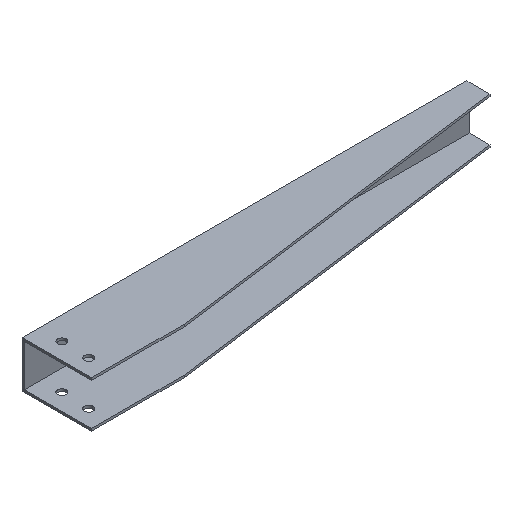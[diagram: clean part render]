
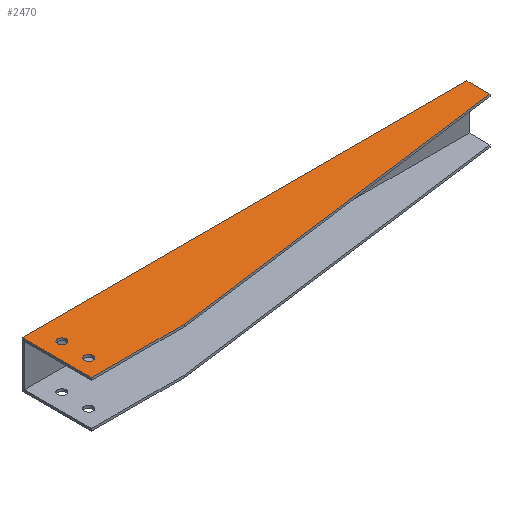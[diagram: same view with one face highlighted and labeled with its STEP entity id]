
A CAD part, isometric view. The second image highlights one B-rep face of the part: STEP entity #2470.
In plain terms, the highlighted planar face has unit normal (0, 0, 1).
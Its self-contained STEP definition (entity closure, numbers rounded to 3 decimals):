
#27 = CARTESIAN_POINT ( 'NONE',  ( 465., -9.344, 25. ) ) ;
#30 = CARTESIAN_POINT ( 'NONE',  ( 480., 0., 25. ) ) ;
#45 = VECTOR ( 'NONE', #249, 1000. ) ;
#78 = EDGE_LOOP ( 'NONE', ( #2417 ) ) ;
#98 = CARTESIAN_POINT ( 'NONE',  ( 22.5, -22.5, 25. ) ) ;
#113 = LINE ( 'NONE', #2466, #45 ) ;
#137 = CARTESIAN_POINT ( 'NONE',  ( 480., 2.5, 25. ) ) ;
#225 = DIRECTION ( 'NONE',  ( 0., 1., 0. ) ) ;
#235 = DIRECTION ( 'NONE',  ( 0.991, 0.13, 0. ) ) ;
#243 = LINE ( 'NONE', #2534, #1927 ) ;
#249 = DIRECTION ( 'NONE',  ( 0., 1., 0. ) ) ;
#266 = PLANE ( 'NONE',  #818 ) ;
#273 = VECTOR ( 'NONE', #235, 1000. ) ;
#280 = FACE_OUTER_BOUND ( 'NONE', #413, .T. ) ;
#302 = VERTEX_POINT ( 'NONE', #467 ) ;
#367 = VERTEX_POINT ( 'NONE', #618 ) ;
#413 = EDGE_LOOP ( 'NONE', ( #2487, #1392, #2543, #872, #1463, #945, #2107 ) ) ;
#467 = CARTESIAN_POINT ( 'NONE',  ( 480., -22.5, 25. ) ) ;
#491 = DIRECTION ( 'NONE',  ( 0., 0., -1. ) ) ;
#585 = VERTEX_POINT ( 'NONE', #30 ) ;
#618 = CARTESIAN_POINT ( 'NONE',  ( 0., 2.5, 25. ) ) ;
#642 = VERTEX_POINT ( 'NONE', #2773 ) ;
#716 = DIRECTION ( 'NONE',  ( 0., 0., 1. ) ) ;
#721 = LINE ( 'NONE', #2465, #1814 ) ;
#798 = LINE ( 'NONE', #1581, #273 ) ;
#818 = AXIS2_PLACEMENT_3D ( 'NONE', #27, #491, #2040 ) ;
#871 = LINE ( 'NONE', #137, #2038 ) ;
#872 = ORIENTED_EDGE ( 'NONE', *, *, #1662, .T. ) ;
#890 = CARTESIAN_POINT ( 'NONE',  ( 100., -72.5, 25. ) ) ;
#914 = CARTESIAN_POINT ( 'NONE',  ( 480., 0., 25. ) ) ;
#945 = ORIENTED_EDGE ( 'NONE', *, *, #2028, .T. ) ;
#967 = CARTESIAN_POINT ( 'NONE',  ( 18., -22.5, 25. ) ) ;
#990 = AXIS2_PLACEMENT_3D ( 'NONE', #2027, #716, #2249 ) ;
#1004 = EDGE_CURVE ( 'NONE', #1246, #367, #721, .T. ) ;
#1010 = CARTESIAN_POINT ( 'NONE',  ( 0., -72.5, 25. ) ) ;
#1045 = CIRCLE ( 'NONE', #1861, 4.5 ) ;
#1050 = LINE ( 'NONE', #2286, #1572 ) ;
#1056 = EDGE_CURVE ( 'NONE', #585, #642, #2819, .T. ) ;
#1191 = DIRECTION ( 'NONE',  ( 1., 0., 0. ) ) ;
#1244 = EDGE_CURVE ( 'NONE', #1246, #1875, #1050, .T. ) ;
#1246 = VERTEX_POINT ( 'NONE', #2705 ) ;
#1253 = CIRCLE ( 'NONE', #990, 4.5 ) ;
#1327 = ORIENTED_EDGE ( 'NONE', *, *, #1788, .F. ) ;
#1392 = ORIENTED_EDGE ( 'NONE', *, *, #1397, .T. ) ;
#1397 = EDGE_CURVE ( 'NONE', #1875, #1539, #243, .T. ) ;
#1429 = EDGE_LOOP ( 'NONE', ( #1327 ) ) ;
#1456 = CARTESIAN_POINT ( 'NONE',  ( 21.453, -52.482, 25. ) ) ;
#1463 = ORIENTED_EDGE ( 'NONE', *, *, #1056, .T. ) ;
#1473 = FACE_BOUND ( 'NONE', #78, .T. ) ;
#1539 = VERTEX_POINT ( 'NONE', #890 ) ;
#1572 = VECTOR ( 'NONE', #2071, 1000. ) ;
#1581 = CARTESIAN_POINT ( 'NONE',  ( 466.957, -24.216, 25. ) ) ;
#1602 = EDGE_CURVE ( 'NONE', #1539, #302, #798, .T. ) ;
#1662 = EDGE_CURVE ( 'NONE', #302, #585, #113, .T. ) ;
#1678 = VECTOR ( 'NONE', #225, 1000. ) ;
#1681 = EDGE_CURVE ( 'NONE', #2428, #2428, #1253, .T. ) ;
#1788 = EDGE_CURVE ( 'NONE', #1832, #1832, #1045, .T. ) ;
#1814 = VECTOR ( 'NONE', #2659, 1000. ) ;
#1832 = VERTEX_POINT ( 'NONE', #98 ) ;
#1861 = AXIS2_PLACEMENT_3D ( 'NONE', #967, #2500, #1191 ) ;
#1875 = VERTEX_POINT ( 'NONE', #1010 ) ;
#1927 = VECTOR ( 'NONE', #2739, 1000. ) ;
#2027 = CARTESIAN_POINT ( 'NONE',  ( 16.953, -52.482, 25. ) ) ;
#2028 = EDGE_CURVE ( 'NONE', #642, #367, #871, .T. ) ;
#2038 = VECTOR ( 'NONE', #2567, 1000. ) ;
#2040 = DIRECTION ( 'NONE',  ( 0., 1., 0. ) ) ;
#2071 = DIRECTION ( 'NONE',  ( 0., -1., 0. ) ) ;
#2107 = ORIENTED_EDGE ( 'NONE', *, *, #1004, .F. ) ;
#2249 = DIRECTION ( 'NONE',  ( 1., 0., 0. ) ) ;
#2286 = CARTESIAN_POINT ( 'NONE',  ( 0., -9.344, 25. ) ) ;
#2417 = ORIENTED_EDGE ( 'NONE', *, *, #1681, .F. ) ;
#2428 = VERTEX_POINT ( 'NONE', #1456 ) ;
#2465 = CARTESIAN_POINT ( 'NONE',  ( 0., 0., 25. ) ) ;
#2466 = CARTESIAN_POINT ( 'NONE',  ( 480., -9.344, 25. ) ) ;
#2470 = ADVANCED_FACE ( 'NONE', ( #1473, #2624, #280 ), #266, .F. ) ;
#2487 = ORIENTED_EDGE ( 'NONE', *, *, #1244, .T. ) ;
#2500 = DIRECTION ( 'NONE',  ( 0., 0., 1. ) ) ;
#2534 = CARTESIAN_POINT ( 'NONE',  ( 465., -72.5, 25. ) ) ;
#2543 = ORIENTED_EDGE ( 'NONE', *, *, #1602, .T. ) ;
#2567 = DIRECTION ( 'NONE',  ( -1., 0., 0. ) ) ;
#2624 = FACE_BOUND ( 'NONE', #1429, .T. ) ;
#2659 = DIRECTION ( 'NONE',  ( 0., 1., 0. ) ) ;
#2705 = CARTESIAN_POINT ( 'NONE',  ( 0., 0., 25. ) ) ;
#2739 = DIRECTION ( 'NONE',  ( 1., 0., 0. ) ) ;
#2773 = CARTESIAN_POINT ( 'NONE',  ( 480., 2.5, 25. ) ) ;
#2819 = LINE ( 'NONE', #914, #1678 ) ;
